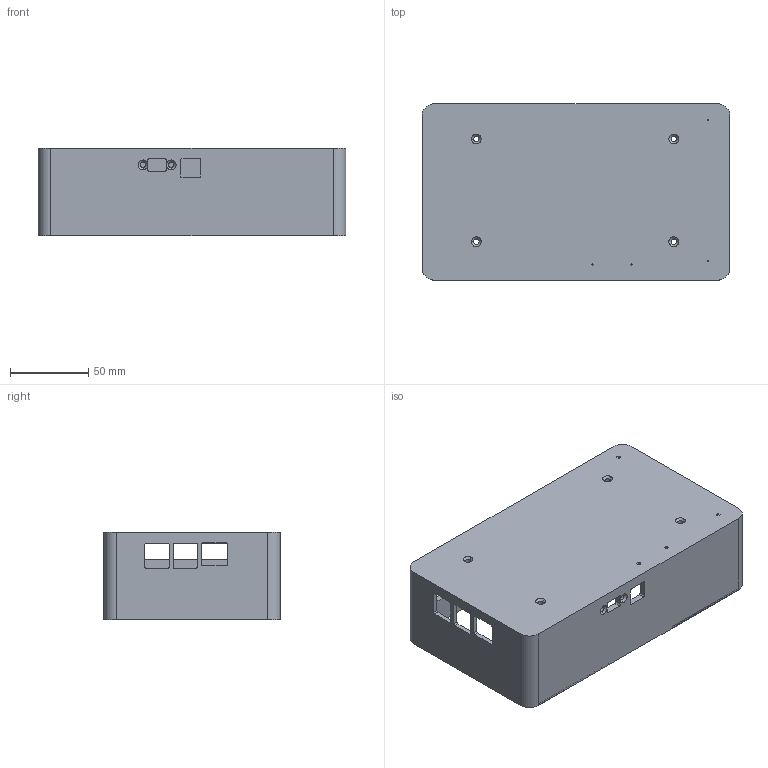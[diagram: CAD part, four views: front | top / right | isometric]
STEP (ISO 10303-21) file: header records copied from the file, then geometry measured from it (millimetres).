
FILE_DESCRIPTION (( 'STEP AP203' ), '1' );
FILE_NAME ('Hülle Prototyp 7.STEP', '2019-06-05T11:30:12', ( '' ), ( '' ), 'SwSTEP 2.0', 'SolidWorks 2018', '' );
FILE_SCHEMA (( 'CONFIG_CONTROL_DESIGN' ));
Length unit declared in the file: millimetre
Products named in the file (1): Hülle Prototyp 7
Bounding box: 196.7 x 112.76 x 56 mm (x, y, z)
Volume: 192826.8 mm3; surface area: 106512.6 mm2
Topology: 5 solids, 5 shells, 190 faces, 490 edges, 308 vertices
Faces by surface type: cylinder 93, plane 53, cone 44
Entity records: 5929 total; most frequent: DIRECTION 1086, CARTESIAN_POINT 991, ORIENTED_EDGE 964, EDGE_CURVE 482, AXIS2_PLACEMENT_3D 415, VERTEX_POINT 308, LINE 256, VECTOR 256
